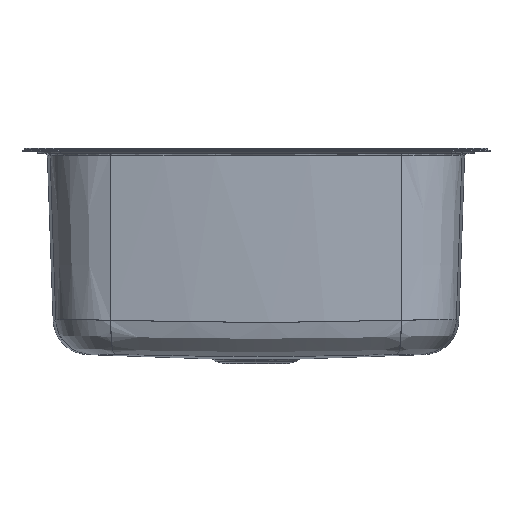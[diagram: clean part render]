
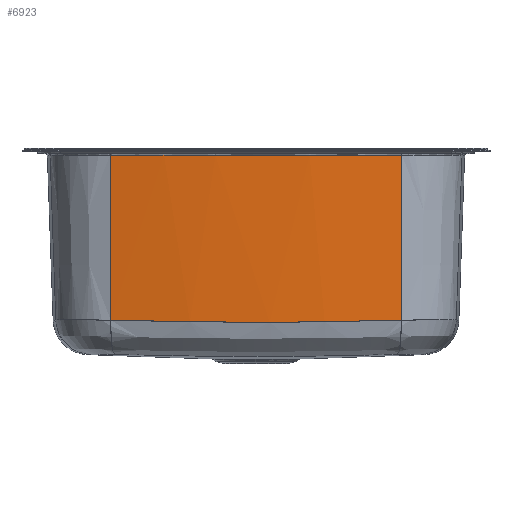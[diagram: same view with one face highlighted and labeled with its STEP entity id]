
A CAD part, top view. The second image highlights one B-rep face of the part: STEP entity #6923.
In plain terms, the highlighted free-form (B-spline) face has degree [3, 3] with [6, 4] control points.
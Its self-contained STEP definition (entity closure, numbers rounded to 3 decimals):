
#1605=CARTESIAN_POINT('',(210.491,-9.895,201.066));
#1646=CARTESIAN_POINT('',(210.491,-9.895,201.066));
#1647=CARTESIAN_POINT('',(182.502,-9.895,205.03));
#1648=CARTESIAN_POINT('',(127.393,-9.895,211.154));
#1649=CARTESIAN_POINT('',(52.775,-9.895,215.621));
#1650=CARTESIAN_POINT('',(-28.854,-9.895,
216.429));
#1651=CARTESIAN_POINT('',(-116.68,-9.895,
212.271));
#1652=CARTESIAN_POINT('',(-178.674,-9.895,
205.572));
#1653=CARTESIAN_POINT('',(-210.491,-9.895,
201.066));
#1655=DIRECTION('',(-0.005,-0.999,-0.035));
#1656=VECTOR('',#1655,237.935);
#1657=CARTESIAN_POINT('',(210.491,-9.895,201.066));
#1658=LINE('',#1657,#1656);
#1659=CARTESIAN_POINT('',(-209.326,-247.685,
192.844));
#1660=CARTESIAN_POINT('',(-202.135,-247.864,
193.856));
#1661=CARTESIAN_POINT('',(-188.396,-248.197,
195.682));
#1662=CARTESIAN_POINT('',(-169.973,-248.624,
197.885));
#1663=CARTESIAN_POINT('',(-153.027,-248.996,
199.711));
#1664=CARTESIAN_POINT('',(-136.843,-249.331,
201.274));
#1665=CARTESIAN_POINT('',(-121.115,-249.634,
202.623));
#1666=CARTESIAN_POINT('',(-106.009,-249.901,
203.762));
#1667=CARTESIAN_POINT('',(-91.875,-250.126,
204.687));
#1668=CARTESIAN_POINT('',(-79.175,-250.307,
205.405));
#1669=CARTESIAN_POINT('',(-66.831,-250.462,
206.004));
#1670=CARTESIAN_POINT('',(-53.78,-250.601,
206.526));
#1671=CARTESIAN_POINT('',(-40.887,-250.71,
206.93));
#1672=CARTESIAN_POINT('',(-28.246,-250.79,
207.219));
#1673=CARTESIAN_POINT('',(-15.559,-250.842,
207.403));
#1674=CARTESIAN_POINT('',(-2.834,-250.864,
207.48));
#1675=CARTESIAN_POINT('',(9.881,-250.855,207.451));
#1676=CARTESIAN_POINT('',(22.525,-250.817,207.315));
#1677=CARTESIAN_POINT('',(35.173,-250.75,207.074));
#1678=CARTESIAN_POINT('',(48.17,-250.652,206.715));
#1679=CARTESIAN_POINT('',(60.747,-250.53,206.26));
#1680=CARTESIAN_POINT('',(72.878,-250.389,205.723));
#1681=CARTESIAN_POINT('',(86.071,-250.212,205.031));
#1682=CARTESIAN_POINT('',(100.489,-249.992,204.141));
#1683=CARTESIAN_POINT('',(115.669,-249.733,203.053));
#1684=CARTESIAN_POINT('',(131.507,-249.436,201.751));
#1685=CARTESIAN_POINT('',(148.109,-249.101,200.208));
#1686=CARTESIAN_POINT('',(166.299,-248.707,198.305));
#1687=CARTESIAN_POINT('',(186.452,-248.244,195.935));
#1688=CARTESIAN_POINT('',(201.457,-247.88,193.952));
#1689=CARTESIAN_POINT('',(209.326,-247.685,192.844));
#1706=DIRECTION('',(0.005,-0.999,-0.035));
#1707=VECTOR('',#1706,237.935);
#1708=CARTESIAN_POINT('',(-210.491,-9.895,
201.066));
#1709=LINE('',#1708,#1707);
#1727=CARTESIAN_POINT('',(-209.326,-247.685,
192.844));
#2783=VERTEX_POINT('',#1727);
#2785=VERTEX_POINT('',#1689);
#2818=VERTEX_POINT('',#1605);
#2820=VERTEX_POINT('',#1653);
#6891=CARTESIAN_POINT('',(218.876,-5.076,200.024));
#6892=CARTESIAN_POINT('',(218.45,-88.61,197.138));
#6893=CARTESIAN_POINT('',(218.025,-172.144,194.252));
#6894=CARTESIAN_POINT('',(217.6,-255.679,191.366));
#6895=CARTESIAN_POINT('',(216.09,-5.076,200.435));
#6896=CARTESIAN_POINT('',(215.67,-88.61,197.548));
#6897=CARTESIAN_POINT('',(215.25,-172.144,194.661));
#6898=CARTESIAN_POINT('',(214.83,-255.679,191.774));
#6899=CARTESIAN_POINT('',(73.943,-5.076,220.978));
#6900=CARTESIAN_POINT('',(73.799,-88.61,218.052));
#6901=CARTESIAN_POINT('',(73.655,-172.144,215.126));
#6902=CARTESIAN_POINT('',(73.512,-255.679,212.199));
#6903=CARTESIAN_POINT('',(-73.943,-5.076,
220.978));
#6904=CARTESIAN_POINT('',(-73.799,-88.61,
218.052));
#6905=CARTESIAN_POINT('',(-73.655,-172.144,
215.126));
#6906=CARTESIAN_POINT('',(-73.512,-255.679,
212.199));
#6907=CARTESIAN_POINT('',(-216.09,-5.076,
200.435));
#6908=CARTESIAN_POINT('',(-215.67,-88.61,
197.548));
#6909=CARTESIAN_POINT('',(-215.25,-172.144,
194.661));
#6910=CARTESIAN_POINT('',(-214.83,-255.679,
191.774));
#6911=CARTESIAN_POINT('',(-218.876,-5.076,
200.024));
#6912=CARTESIAN_POINT('',(-218.45,-88.61,
197.138));
#6913=CARTESIAN_POINT('',(-218.025,-172.144,
194.252));
#6914=CARTESIAN_POINT('',(-217.6,-255.679,
191.366));
#6915=B_SPLINE_SURFACE_WITH_KNOTS('',3,3,((#6891,#6892,#6893,#6894),(#6895,
#6896,#6897,#6898),(#6899,#6900,#6901,#6902),(#6903,#6904,#6905,#6906),(#6907,
#6908,#6909,#6910),(#6911,#6912,#6913,#6914)),.UNSPECIFIED.,.F.,.F.,.F.,(4,1,1,
4),(4,4),(-0.02,0.,1.,1.02),(-0.006,
0.803),.UNSPECIFIED.);
#6916=ORIENTED_EDGE('',*,*,#6482,.F.);
#6917=ORIENTED_EDGE('',*,*,#6598,.T.);
#6918=ORIENTED_EDGE('',*,*,#6882,.F.);
#6920=ORIENTED_EDGE('',*,*,#6919,.F.);
#6921=EDGE_LOOP('',(#6916,#6917,#6918,#6920));
#6922=FACE_OUTER_BOUND('',#6921,.F.);
#6923=ADVANCED_FACE('',(#6922),#6915,.T.);
#1654=B_SPLINE_CURVE_WITH_KNOTS('',3,(#1646,#1647,#1648,#1649,#1650,#1651,#1652,
#1653),.UNSPECIFIED.,.F.,.F.,(4,1,1,1,1,4),(0.,0.2,0.4,0.6,0.8,1.),
.UNSPECIFIED.);
#1690=B_SPLINE_CURVE_WITH_KNOTS('',3,(#1659,#1660,#1661,#1662,#1663,#1664,#1665,
#1666,#1667,#1668,#1669,#1670,#1671,#1672,#1673,#1674,#1675,#1676,#1677,#1678,
#1679,#1680,#1681,#1682,#1683,#1684,#1685,#1686,#1687,#1688,#1689),
.UNSPECIFIED.,.F.,.F.,(4,1,1,1,1,1,1,1,1,1,1,1,1,1,1,1,1,1,1,1,1,1,1,1,1,1,1,1,
4),(0.,0.036,0.071,0.107,
0.143,0.179,0.214,0.25,0.286,
0.321,0.357,0.393,0.429,
0.464,0.5,0.536,0.571,0.607,
0.643,0.679,0.714,0.75,0.786,
0.821,0.857,0.893,0.929,
0.964,1.),.UNSPECIFIED.);
#6482=EDGE_CURVE('',#2818,#2820,#1654,.T.);
#6598=EDGE_CURVE('',#2818,#2785,#1658,.T.);
#6882=EDGE_CURVE('',#2783,#2785,#1690,.T.);
#6919=EDGE_CURVE('',#2820,#2783,#1709,.T.);
